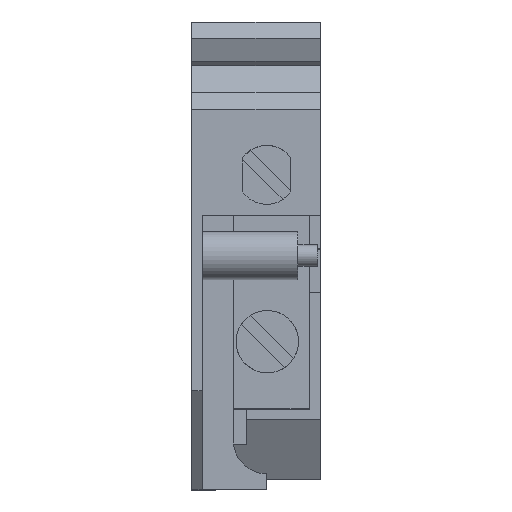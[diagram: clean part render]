
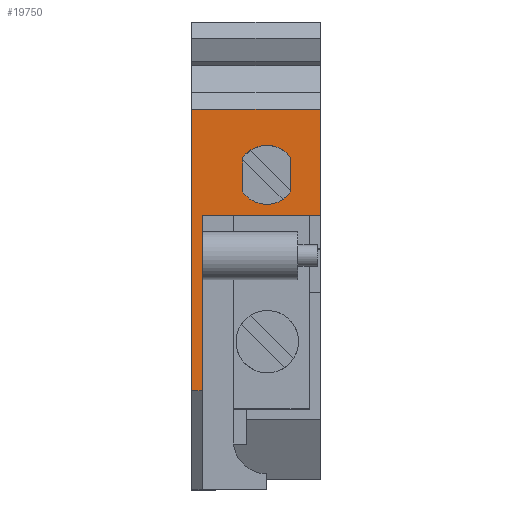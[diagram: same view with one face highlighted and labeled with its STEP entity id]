
A CAD part, top view. The second image highlights one B-rep face of the part: STEP entity #19750.
In plain terms, the highlighted face is planar.
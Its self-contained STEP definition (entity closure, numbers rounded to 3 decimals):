
#680=CARTESIAN_POINT('',(-138.655,166.479,-12.));
#690=VERTEX_POINT('',#680);
#720=CARTESIAN_POINT('',(-140.506,166.479,-12.));
#730=DIRECTION('',(1.,0.,0.));
#740=VECTOR('',#730,1.);
#750=LINE('',#720,#740);
#760=CARTESIAN_POINT('',(-164.855,166.479,-12.));
#770=VERTEX_POINT('',#760);
#780=EDGE_CURVE('',#770,#690,#750,.T.);
#11600=CARTESIAN_POINT('',(-148.505,166.479,-11.));
#11610=VERTEX_POINT('',#11600);
#11640=CARTESIAN_POINT('',(-148.505,166.479,0.));
#11650=DIRECTION('',(0.,0.,-1.));
#11660=VECTOR('',#11650,1.);
#11670=LINE('',#11640,#11660);
#11680=CARTESIAN_POINT('',(-148.505,166.479,0.));
#11690=VERTEX_POINT('',#11680);
#11700=EDGE_CURVE('',#11690,#11610,#11670,.T.);
#19020=CARTESIAN_POINT('',(-164.855,166.479,0.));
#19030=DIRECTION('',(-0.,-1.,-0.));
#19040=DIRECTION('',(-1.,0.,0.));
#19050=AXIS2_PLACEMENT_3D('',#19020,#19030,#19040);
#19060=PLANE('',#19050);
#19070=CARTESIAN_POINT('',(0.,166.479,0.));
#19080=DIRECTION('',(-1.,0.,0.));
#19090=VECTOR('',#19080,1.);
#19100=LINE('',#19070,#19090);
#19110=CARTESIAN_POINT('',(-138.655,166.479,0.));
#19120=VERTEX_POINT('',#19110);
#19130=EDGE_CURVE('',#19120,#11690,#19100,.T.);
#19140=ORIENTED_EDGE('',*,*,#19130,.F.);
#19150=ORIENTED_EDGE('',*,*,#11700,.F.);
#19160=CARTESIAN_POINT('',(-140.506,166.479,-11.));
#19170=DIRECTION('',(1.,0.,0.));
#19180=VECTOR('',#19170,1.);
#19190=LINE('',#19160,#19180);
#19200=CARTESIAN_POINT('',(-164.855,166.479,-11.));
#19210=VERTEX_POINT('',#19200);
#19220=EDGE_CURVE('',#19210,#11610,#19190,.T.);
#19230=ORIENTED_EDGE('',*,*,#19220,.T.);
#19240=CARTESIAN_POINT('',(-164.855,166.479,-12.));
#19250=DIRECTION('',(0.,0.,-1.));
#19260=VECTOR('',#19250,1.);
#19270=LINE('',#19240,#19260);
#19280=EDGE_CURVE('',#19210,#770,#19270,.T.);
#19290=ORIENTED_EDGE('',*,*,#19280,.F.);
#19300=ORIENTED_EDGE('',*,*,#780,.F.);
#19310=CARTESIAN_POINT('',(-138.655,166.479,0.));
#19320=DIRECTION('',(0.,0.,-1.));
#19330=VECTOR('',#19320,1.);
#19340=LINE('',#19310,#19330);
#19350=EDGE_CURVE('',#19120,#690,#19340,.T.);
#19360=ORIENTED_EDGE('',*,*,#19350,.T.);
#19370=EDGE_LOOP('',(#19360,#19300,#19290,#19230,#19150,#19140));
#19380=FACE_OUTER_BOUND('',#19370,.T.);
#19390=CARTESIAN_POINT('',(0.,166.479,-7.25));
#19400=DIRECTION('',(-1.,0.,0.));
#19410=VECTOR('',#19400,1.);
#19420=LINE('',#19390,#19410);
#19430=CARTESIAN_POINT('',(-143.174,166.479,
-7.25));
#19440=VERTEX_POINT('',#19430);
#19450=CARTESIAN_POINT('',(-146.336,166.479,-7.25));
#19460=VERTEX_POINT('',#19450);
#19470=EDGE_CURVE('',#19440,#19460,#19420,.T.);
#19480=ORIENTED_EDGE('',*,*,#19470,.F.);
#19490=CARTESIAN_POINT('',(-144.755,166.479,-5.));
#19500=DIRECTION('',(0.,1.,0.));
#19510=DIRECTION('',(1.,0.,0.));
#19520=AXIS2_PLACEMENT_3D('',#19490,#19500,#19510);
#19530=CIRCLE('',#19520,2.75);
#19540=CARTESIAN_POINT('',(-146.336,166.479,-2.75));
#19550=VERTEX_POINT('',#19540);
#19560=EDGE_CURVE('',#19460,#19550,#19530,.T.);
#19570=ORIENTED_EDGE('',*,*,#19560,.F.);
#19580=CARTESIAN_POINT('',(0.,166.479,-2.75));
#19590=DIRECTION('',(1.,0.,0.));
#19600=VECTOR('',#19590,1.);
#19610=LINE('',#19580,#19600);
#19620=CARTESIAN_POINT('',(-143.174,166.479,-2.75));
#19630=VERTEX_POINT('',#19620);
#19640=EDGE_CURVE('',#19550,#19630,#19610,.T.);
#19650=ORIENTED_EDGE('',*,*,#19640,.F.);
#19660=CARTESIAN_POINT('',(-144.755,166.479,-5.));
#19670=DIRECTION('',(0.,1.,0.));
#19680=DIRECTION('',(1.,0.,0.));
#19690=AXIS2_PLACEMENT_3D('',#19660,#19670,#19680);
#19700=CIRCLE('',#19690,2.75);
#19710=EDGE_CURVE('',#19630,#19440,#19700,.T.);
#19720=ORIENTED_EDGE('',*,*,#19710,.F.);
#19730=EDGE_LOOP('',(#19720,#19650,#19570,#19480));
#19740=FACE_BOUND('',#19730,.T.);
#19750=ADVANCED_FACE('',(#19380,#19740),#19060,.F.);
